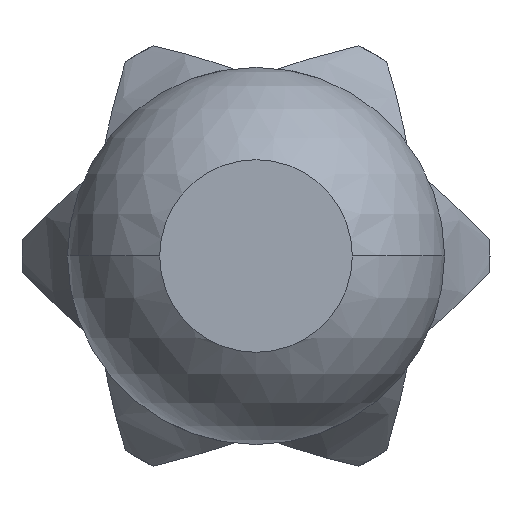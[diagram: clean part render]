
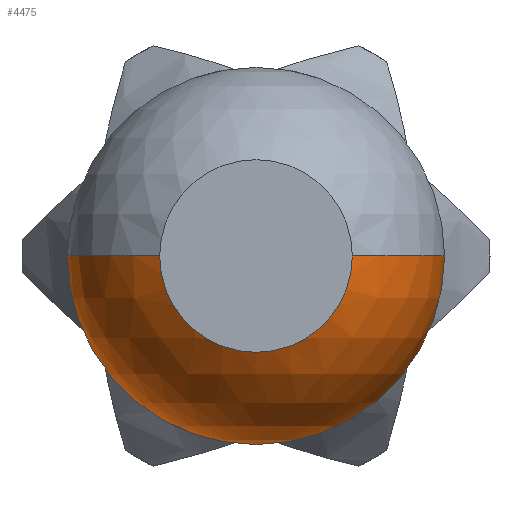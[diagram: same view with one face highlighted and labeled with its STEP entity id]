
A CAD part, front view. The second image highlights one B-rep face of the part: STEP entity #4475.
In plain terms, the highlighted spherical face has radius 0.685 mm.
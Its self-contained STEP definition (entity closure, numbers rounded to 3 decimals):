
#89 = AXIS2_PLACEMENT_3D ( 'NONE', #528, #3146, #3196 ) ;
#196 = EDGE_CURVE ( 'Defeature ausgef�hrt1_5+Defeature ausgef�hrt1_4+Defeature ausgef�hrt1_4+Defeature ausgef�hrt1_4', #1435, #2701, #2084, .T. ) ;
#293 = DIRECTION ( 'NONE',  ( 0., 0., 1. ) ) ;
#407 = CARTESIAN_POINT ( 'NONE',  ( 0., -26.411, 0. ) ) ;
#408 = CIRCLE ( 'NONE', #4483, 0.685 ) ;
#424 = ORIENTED_EDGE ( 'NONE', *, *, #746, .F. ) ;
#505 = VERTEX_POINT ( 'NONE', #3614 ) ;
#528 = CARTESIAN_POINT ( 'NONE',  ( 0., -27., 0. ) ) ;
#580 = AXIS2_PLACEMENT_3D ( 'NONE', #649, #2942, #664 ) ;
#649 = CARTESIAN_POINT ( 'NONE',  ( 0., -26.411, 0. ) ) ;
#664 = DIRECTION ( 'NONE',  ( 1., 0., 0. ) ) ;
#684 = CARTESIAN_POINT ( 'NONE',  ( 0.35, -27., 0. ) ) ;
#719 = DIRECTION ( 'NONE',  ( 0., -1., 0. ) ) ;
#746 = EDGE_CURVE ( 'Defeature ausgef�hrt1_5+Defeature ausgef�hrt1_4+Defeature ausgef�hrt1_4+Defeature ausgef�hrt1_4', #2701, #505, #1317, .T. ) ;
#948 = CIRCLE ( 'NONE', #1105, 0.35 ) ;
#973 = DIRECTION ( 'NONE',  ( -1., 0., 0. ) ) ;
#1000 = FACE_OUTER_BOUND ( 'NONE', #4333, .T. ) ;
#1105 = AXIS2_PLACEMENT_3D ( 'NONE', #4858, #719, #2651 ) ;
#1191 = DIRECTION ( 'NONE',  ( 0., 0., 1. ) ) ;
#1317 = CIRCLE ( 'NONE', #1899, 0.685 ) ;
#1435 = VERTEX_POINT ( 'NONE', #4319 ) ;
#1475 = CARTESIAN_POINT ( 'NONE',  ( 0., -27., -0.35 ) ) ;
#1478 = ORIENTED_EDGE ( 'NONE', *, *, #1825, .T. ) ;
#1508 = ORIENTED_EDGE ( 'NONE', *, *, #3178, .F. ) ;
#1701 = CARTESIAN_POINT ( 'NONE',  ( 0., -26.411, -0.685 ) ) ;
#1706 = CIRCLE ( 'NONE', #89, 0.35 ) ;
#1710 = VERTEX_POINT ( 'NONE', #2814 ) ;
#1825 = EDGE_CURVE ( 'NONE', #1710, #505, #408, .T. ) ;
#1864 = ORIENTED_EDGE ( 'NONE', *, *, #4024, .F. ) ;
#1899 = AXIS2_PLACEMENT_3D ( 'NONE', #407, #3081, #1191 ) ;
#1999 = ORIENTED_EDGE ( 'NONE', *, *, #196, .F. ) ;
#2084 = CIRCLE ( 'NONE', #2099, 0.685 ) ;
#2099 = AXIS2_PLACEMENT_3D ( 'NONE', #2940, #4854, #293 ) ;
#2448 = DIRECTION ( 'NONE',  ( 1., 0., 0. ) ) ;
#2550 = CIRCLE ( 'NONE', #580, 0.685 ) ;
#2651 = DIRECTION ( 'NONE',  ( 0., 0., -1. ) ) ;
#2701 = VERTEX_POINT ( 'NONE', #1701 ) ;
#2814 = CARTESIAN_POINT ( 'NONE',  ( -0.35, -27., 0. ) ) ;
#2877 = EDGE_CURVE ( 'Defeature ausgef�hrt1_32+Defeature ausgef�hrt1_4+Defeature ausgef�hrt1_4+Defeature ausgef�hrt1_4', #4515, #3186, #948, .T. ) ;
#2940 = CARTESIAN_POINT ( 'NONE',  ( 0., -26.411, 0. ) ) ;
#2942 = DIRECTION ( 'NONE',  ( 0., 0., 1. ) ) ;
#3081 = DIRECTION ( 'NONE',  ( 0., 1., 0. ) ) ;
#3146 = DIRECTION ( 'NONE',  ( 0., -1., 0. ) ) ;
#3178 = EDGE_CURVE ( 'NONE', #3186, #1435, #2550, .T. ) ;
#3186 = VERTEX_POINT ( 'NONE', #684 ) ;
#3196 = DIRECTION ( 'NONE',  ( 0., 0., -1. ) ) ;
#3244 = CARTESIAN_POINT ( 'NONE',  ( 0., -26.411, 0. ) ) ;
#3571 = DIRECTION ( 'NONE',  ( 0., 0., -1. ) ) ;
#3614 = CARTESIAN_POINT ( 'NONE',  ( -0.685, -26.411, 0. ) ) ;
#3778 = SPHERICAL_SURFACE ( 'NONE', #4568, 0.685 ) ;
#3941 = CARTESIAN_POINT ( 'NONE',  ( 0., -26.411, 0. ) ) ;
#4024 = EDGE_CURVE ( 'Defeature ausgef�hrt1_32+Defeature ausgef�hrt1_4+Defeature ausgef�hrt1_4+Defeature ausgef�hrt1_4', #1710, #4515, #1706, .T. ) ;
#4319 = CARTESIAN_POINT ( 'NONE',  ( 0.685, -26.411, 0. ) ) ;
#4333 = EDGE_LOOP ( 'NONE', ( #1864, #1478, #424, #1999, #1508, #4698 ) ) ;
#4475 = ADVANCED_FACE ( 'Defeature ausgef�hrt1_4', ( #1000 ), #3778, .T. ) ;
#4483 = AXIS2_PLACEMENT_3D ( 'NONE', #3244, #4753, #973 ) ;
#4515 = VERTEX_POINT ( 'NONE', #1475 ) ;
#4568 = AXIS2_PLACEMENT_3D ( 'NONE', #3941, #3571, #2448 ) ;
#4698 = ORIENTED_EDGE ( 'NONE', *, *, #2877, .F. ) ;
#4753 = DIRECTION ( 'NONE',  ( 0., 0., -1. ) ) ;
#4854 = DIRECTION ( 'NONE',  ( 0., 1., 0. ) ) ;
#4858 = CARTESIAN_POINT ( 'NONE',  ( 0., -27., 0. ) ) ;
